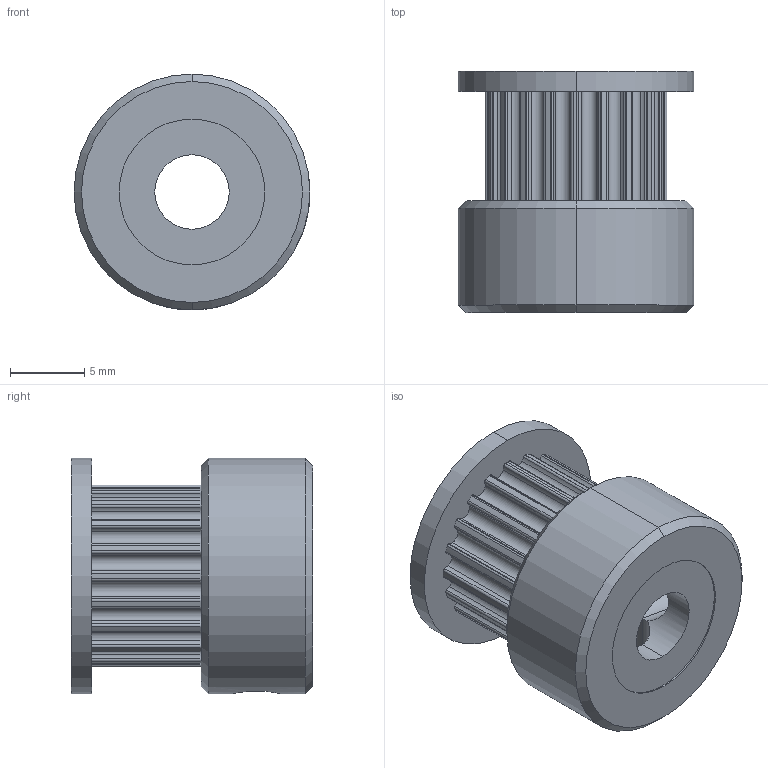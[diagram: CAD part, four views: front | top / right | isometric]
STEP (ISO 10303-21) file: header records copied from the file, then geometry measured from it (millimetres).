
FILE_DESCRIPTION (( 'STEP AP214' ), '1' );
FILE_NAME ('GT2 20T Pulley Wheel.STEP', '2023-06-26T19:09:27', ( '' ), ( '' ), 'SwSTEP 2.0', 'SolidWorks 2023', '' );
FILE_SCHEMA (( 'AUTOMOTIVE_DESIGN' ));
Length unit declared in the file: millimetre
Products named in the file (1): GT2 20T Pulley Wheel
Bounding box: 15.85 x 16.21 x 15.85 mm (x, y, z)
Volume: 2061.9 mm3; surface area: 1688.3 mm2
Topology: 1 solids, 1 shells, 161 faces, 469 edges, 311 vertices
Faces by surface type: cylinder 151, plane 6, cone 4
Entity records: 5714 total; most frequent: CARTESIAN_POINT 1150, DIRECTION 1077, ORIENTED_EDGE 938, EDGE_CURVE 469, AXIS2_PLACEMENT_3D 460, VERTEX_POINT 311, CIRCLE 298, EDGE_LOOP 168
